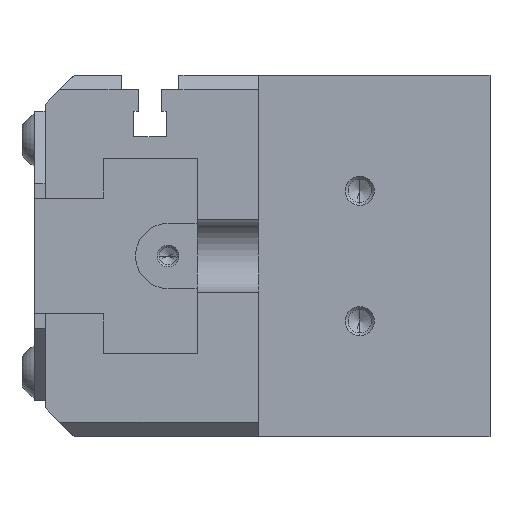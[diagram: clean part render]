
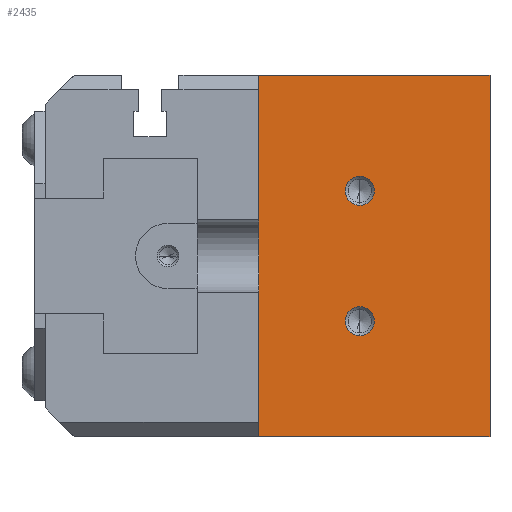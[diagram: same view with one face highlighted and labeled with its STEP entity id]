
A CAD part, left-side view. The second image highlights one B-rep face of the part: STEP entity #2435.
In plain terms, the highlighted planar face has unit normal (-1, 0, 0).
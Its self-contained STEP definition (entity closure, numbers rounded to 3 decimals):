
#1899 = EDGE_CURVE( '', #3917, #2599, #5228, .T. );
#1915 = VERTEX_POINT( '', #5246 );
#2105 = EDGE_CURVE( '', #2517, #1915, #5452, .T. );
#2177 = EDGE_CURVE( '', #4723, #2667, #5533, .T. );
#2435 = ADVANCED_FACE( '', ( #5829, #5830, #5831 ), #5832, .F. );
#2497 = EDGE_CURVE( '', #2517, #2651, #5899, .T. );
#2517 = VERTEX_POINT( '', #5923 );
#2599 = VERTEX_POINT( '', #6015 );
#2603 = EDGE_CURVE( '', #2667, #4723, #6019, .T. );
#2651 = VERTEX_POINT( '', #6069 );
#2667 = VERTEX_POINT( '', #6086 );
#3123 = EDGE_CURVE( '', #2651, #4121, #6585, .T. );
#3229 = VERTEX_POINT( '', #6706 );
#3265 = EDGE_CURVE( '', #1915, #3229, #6748, .T. );
#3917 = VERTEX_POINT( '', #7477 );
#4121 = VERTEX_POINT( '', #7703 );
#4639 = EDGE_CURVE( '', #4121, #3229, #8271, .T. );
#4723 = VERTEX_POINT( '', #8363 );
#4893 = EDGE_CURVE( '', #2599, #3917, #8549, .T. );
#5228 = CIRCLE( '', #9002, 2. );
#5246 = CARTESIAN_POINT( '', ( -41., 32., 0. ) );
#5452 = LINE( '', #9361, #9362 );
#5533 = CIRCLE( '', #9479, 2. );
#5829 = FACE_BOUND( '', #9913, .T. );
#5830 = FACE_BOUND( '', #9914, .T. );
#5831 = FACE_OUTER_BOUND( '', #9915, .T. );
#5832 = PLANE( '', #9916 );
#5899 = LINE( '', #10014, #10015 );
#5923 = CARTESIAN_POINT( '', ( -41., 32., 25. ) );
#6015 = CARTESIAN_POINT( '', ( -41., 18., -7. ) );
#6019 = CIRCLE( '', #10207, 2. );
#6069 = CARTESIAN_POINT( '', ( -41., 0., 25. ) );
#6086 = CARTESIAN_POINT( '', ( -41., 18., 7. ) );
#6585 = LINE( '', #11181, #11182 );
#6706 = CARTESIAN_POINT( '', ( -41., 32., -25. ) );
#6748 = LINE( '', #11424, #11425 );
#7477 = CARTESIAN_POINT( '', ( -41., 18., -11. ) );
#7703 = CARTESIAN_POINT( '', ( -41., 0., -25. ) );
#8271 = LINE( '', #13726, #13727 );
#8363 = CARTESIAN_POINT( '', ( -41., 18., 11. ) );
#8549 = CIRCLE( '', #14203, 2. );
#9002 = AXIS2_PLACEMENT_3D( '', #14587, #14588, #14589 );
#9361 = CARTESIAN_POINT( '', ( -41., 32., 25. ) );
#9362 = VECTOR( '', #14820, 1. );
#9479 = AXIS2_PLACEMENT_3D( '', #14918, #14919, #14920 );
#9913 = EDGE_LOOP( '', ( #15287, #15288 ) );
#9914 = EDGE_LOOP( '', ( #15289, #15290 ) );
#9915 = EDGE_LOOP( '', ( #15291, #15292, #15293, #15294, #15295 ) );
#9916 = AXIS2_PLACEMENT_3D( '', #15296, #15297, #15298 );
#10014 = CARTESIAN_POINT( '', ( -41., 28.75, 25. ) );
#10015 = VECTOR( '', #15354, 1. );
#10207 = AXIS2_PLACEMENT_3D( '', #15498, #15499, #15500 );
#11181 = CARTESIAN_POINT( '', ( -41., 0., 25. ) );
#11182 = VECTOR( '', #16067, 1. );
#11424 = CARTESIAN_POINT( '', ( -41., 32., 25. ) );
#11425 = VECTOR( '', #16274, 1. );
#13726 = CARTESIAN_POINT( '', ( -41., 0., -25. ) );
#13727 = VECTOR( '', #18070, 1. );
#14203 = AXIS2_PLACEMENT_3D( '', #18383, #18384, #18385 );
#14587 = CARTESIAN_POINT( '', ( -41., 18., -9. ) );
#14588 = DIRECTION( '', ( 1., 0., 0. ) );
#14589 = DIRECTION( '', ( 0., 0., -1. ) );
#14820 = DIRECTION( '', ( 0., 0., -1. ) );
#14918 = CARTESIAN_POINT( '', ( -41., 18., 9. ) );
#14919 = DIRECTION( '', ( 1., 0., 0. ) );
#14920 = DIRECTION( '', ( 0., 0., -1. ) );
#15287 = ORIENTED_EDGE( '', *, *, #1899, .T. );
#15288 = ORIENTED_EDGE( '', *, *, #4893, .T. );
#15289 = ORIENTED_EDGE( '', *, *, #2603, .T. );
#15290 = ORIENTED_EDGE( '', *, *, #2177, .T. );
#15291 = ORIENTED_EDGE( '', *, *, #3265, .T. );
#15292 = ORIENTED_EDGE( '', *, *, #4639, .F. );
#15293 = ORIENTED_EDGE( '', *, *, #3123, .F. );
#15294 = ORIENTED_EDGE( '', *, *, #2497, .F. );
#15295 = ORIENTED_EDGE( '', *, *, #2105, .T. );
#15296 = CARTESIAN_POINT( '', ( -41., 0., 25. ) );
#15297 = DIRECTION( '', ( 1., 0., 0. ) );
#15298 = DIRECTION( '', ( 0., -1., 0. ) );
#15354 = DIRECTION( '', ( 0., -1., 0. ) );
#15498 = CARTESIAN_POINT( '', ( -41., 18., 9. ) );
#15499 = DIRECTION( '', ( 1., 0., 0. ) );
#15500 = DIRECTION( '', ( 0., 0., -1. ) );
#16067 = DIRECTION( '', ( 0., 0., -1. ) );
#16274 = DIRECTION( '', ( 0., 0., -1. ) );
#18070 = DIRECTION( '', ( 0., 1., 0. ) );
#18383 = CARTESIAN_POINT( '', ( -41., 18., -9. ) );
#18384 = DIRECTION( '', ( 1., 0., 0. ) );
#18385 = DIRECTION( '', ( 0., 0., -1. ) );
